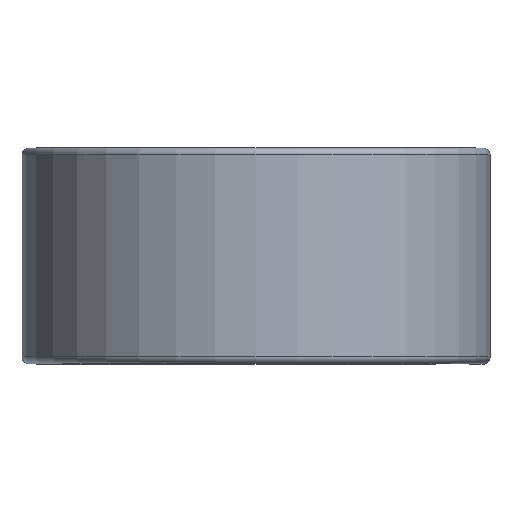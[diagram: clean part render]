
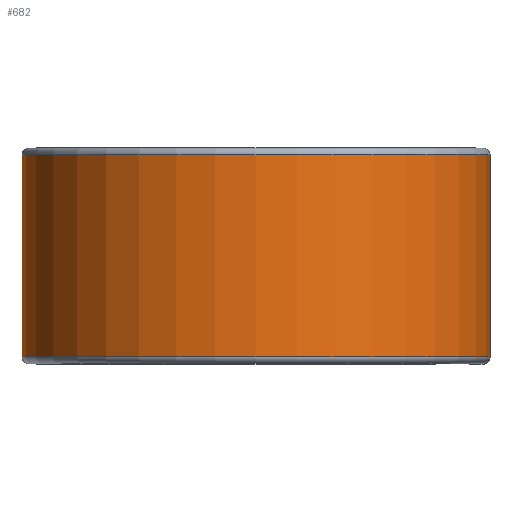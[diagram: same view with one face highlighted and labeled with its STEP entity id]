
A CAD part, top view. The second image highlights one B-rep face of the part: STEP entity #682.
In plain terms, the highlighted cylindrical face has radius 25.819 mm (diameter 51.638 mm), a partial arc.
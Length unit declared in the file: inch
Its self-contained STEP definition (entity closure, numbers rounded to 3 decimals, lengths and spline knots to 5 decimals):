
#19 = DIRECTION ( 'NONE',  ( 0., -1., 0. ) ) ;
#25 = CARTESIAN_POINT ( 'NONE',  ( 0., 0.4375, 0. ) ) ;
#301 = AXIS2_PLACEMENT_3D ( 'NONE', #25, #2057, #1400 ) ;
#396 = VERTEX_POINT ( 'NONE', #848 ) ;
#478 = EDGE_CURVE ( 'NONE', #923, #1312, #2296, .T. ) ;
#493 = ORIENTED_EDGE ( 'NONE', *, *, #2334, .T. ) ;
#680 = FACE_OUTER_BOUND ( 'NONE', #925, .T. ) ;
#682 = ADVANCED_FACE ( 'NONE', ( #680 ), #947, .T. ) ;
#771 = CARTESIAN_POINT ( 'NONE',  ( 0., 0.43875, -1.0165 ) ) ;
#785 = DIRECTION ( 'NONE',  ( 0., -1., 0. ) ) ;
#816 = VERTEX_POINT ( 'NONE', #1296 ) ;
#817 = ORIENTED_EDGE ( 'NONE', *, *, #961, .F. ) ;
#848 = CARTESIAN_POINT ( 'NONE',  ( 1.0165, 0.43875, 0. ) ) ;
#923 = VERTEX_POINT ( 'NONE', #1348 ) ;
#925 = EDGE_LOOP ( 'NONE', ( #493, #1244, #817, #2294 ) ) ;
#947 = CYLINDRICAL_SURFACE ( 'NONE', #301, 1.0165 ) ;
#961 = EDGE_CURVE ( 'NONE', #1312, #816, #2441, .T. ) ;
#973 = DIRECTION ( 'NONE',  ( 0., 1., 0. ) ) ;
#989 = EDGE_CURVE ( 'NONE', #396, #816, #2458, .T. ) ;
#1244 = ORIENTED_EDGE ( 'NONE', *, *, #989, .T. ) ;
#1252 = DIRECTION ( 'NONE',  ( 0., 1., 0. ) ) ;
#1291 = AXIS2_PLACEMENT_3D ( 'NONE', #1752, #19, #1708 ) ;
#1296 = CARTESIAN_POINT ( 'NONE',  ( 0., 0.43875, -1.0165 ) ) ;
#1312 = VERTEX_POINT ( 'NONE', #1702 ) ;
#1348 = CARTESIAN_POINT ( 'NONE',  ( 1.0165, -0.43875, 0. ) ) ;
#1400 = DIRECTION ( 'NONE',  ( 0., 0., -1. ) ) ;
#1702 = CARTESIAN_POINT ( 'NONE',  ( 0., -0.43875, -1.0165 ) ) ;
#1708 = DIRECTION ( 'NONE',  ( 0., 0., -1. ) ) ;
#1752 = CARTESIAN_POINT ( 'NONE',  ( 0., -0.43875, 0. ) ) ;
#1855 = CARTESIAN_POINT ( 'NONE',  ( 0., 0.43875, 0. ) ) ;
#2020 = DIRECTION ( 'NONE',  ( 0., 0., -1. ) ) ;
#2057 = DIRECTION ( 'NONE',  ( 0., -1., 0. ) ) ;
#2247 = VECTOR ( 'NONE', #1252, 39.37008 ) ;
#2293 = CARTESIAN_POINT ( 'NONE',  ( 1.0165, 0.43875, 0. ) ) ;
#2294 = ORIENTED_EDGE ( 'NONE', *, *, #478, .F. ) ;
#2296 = CIRCLE ( 'NONE', #1291, 1.0165 ) ;
#2334 = EDGE_CURVE ( 'NONE', #923, #396, #2428, .T. ) ;
#2402 = VECTOR ( 'NONE', #973, 39.37008 ) ;
#2405 = AXIS2_PLACEMENT_3D ( 'NONE', #1855, #785, #2020 ) ;
#2428 = LINE ( 'NONE', #2293, #2247 ) ;
#2441 = LINE ( 'NONE', #771, #2402 ) ;
#2458 = CIRCLE ( 'NONE', #2405, 1.0165 ) ;
